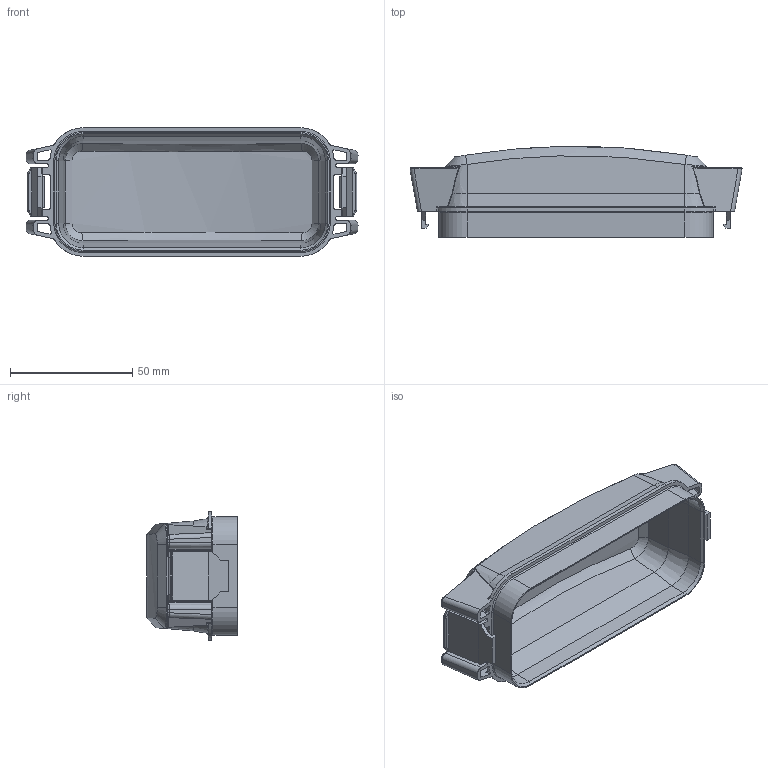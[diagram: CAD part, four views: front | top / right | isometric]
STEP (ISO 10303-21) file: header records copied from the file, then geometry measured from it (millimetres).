
FILE_DESCRIPTION((''),'2;1');
FILE_NAME('C27-1012-0_SALES_REV2_SW0001','2016-08-22T',('20077242'),(''),'PRO/ENGINEER BY PARAMETRIC TECHNOLOGY CORPORATION, 2012010','PRO/ENGINEER BY PARAMETRIC TECHNOLOGY CORPORATION, 2012010','');
FILE_SCHEMA(('CONFIG_CONTROL_DESIGN'));
Length unit declared in the file: inch
Products named in the file (1): C27-1012-0_SALES_REV2_SW0001
Bounding box: 135.69 x 37.12 x 52.5 mm (x, y, z)
Surface area: 35419.8 mm2 (no closed solid volume)
Topology: 0 solids, 1 shells, 502 faces, 1238 edges, 728 vertices
Faces by surface type: cylinder 196, plane 146, bspline 88, torus 28, cone 24, sphere 20
Entity records: 19230 total; most frequent: CARTESIAN_POINT 8088, ORIENTED_EDGE 2464, DIRECTION 2114, EDGE_CURVE 1238, AXIS2_PLACEMENT_3D 746, VERTEX_POINT 728, VECTOR 622, LINE 622
